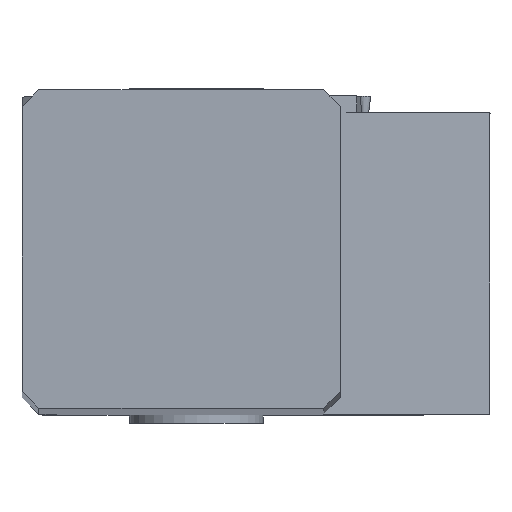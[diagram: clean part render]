
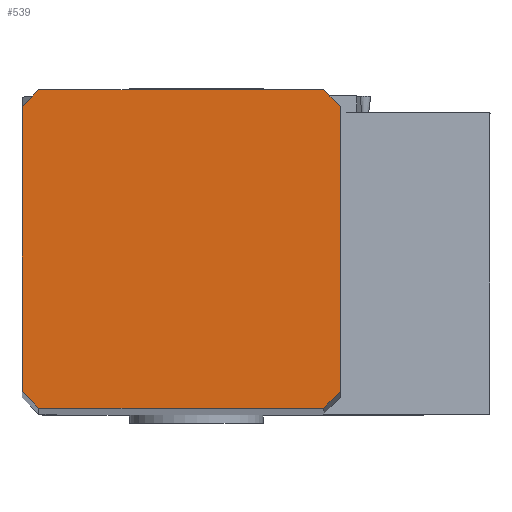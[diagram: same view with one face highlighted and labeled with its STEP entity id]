
A CAD part, top view. The second image highlights one B-rep face of the part: STEP entity #539.
In plain terms, the highlighted planar face has unit normal (0, 0, 1).
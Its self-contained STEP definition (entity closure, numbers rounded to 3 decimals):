
#467=FACE_OUTER_BOUND('',#658,.T.);
#539=ADVANCED_FACE('',(#467),#603,.T.);
#603=PLANE('',#1994);
#658=EDGE_LOOP('',(#822,#823,#824,#825,#826,#827,#828,#829));
#822=ORIENTED_EDGE('',*,*,#1310,.T.);
#823=ORIENTED_EDGE('',*,*,#1311,.F.);
#824=ORIENTED_EDGE('',*,*,#1312,.F.);
#825=ORIENTED_EDGE('',*,*,#1313,.F.);
#826=ORIENTED_EDGE('',*,*,#1309,.F.);
#827=ORIENTED_EDGE('',*,*,#1299,.F.);
#828=ORIENTED_EDGE('',*,*,#1295,.F.);
#829=ORIENTED_EDGE('',*,*,#1314,.F.);
#1148=VERTEX_POINT('',#2650);
#1149=VERTEX_POINT('',#2652);
#1152=VERTEX_POINT('',#2660);
#1159=VERTEX_POINT('',#2678);
#1160=VERTEX_POINT('',#2682);
#1161=VERTEX_POINT('',#2683);
#1162=VERTEX_POINT('',#2685);
#1163=VERTEX_POINT('',#2687);
#1295=EDGE_CURVE('',#1148,#1149,#1608,.T.);
#1299=EDGE_CURVE('',#1149,#1152,#1610,.T.);
#1309=EDGE_CURVE('',#1152,#1159,#1620,.T.);
#1310=EDGE_CURVE('',#1160,#1161,#1621,.T.);
#1311=EDGE_CURVE('',#1162,#1161,#1622,.T.);
#1312=EDGE_CURVE('',#1163,#1162,#1623,.T.);
#1313=EDGE_CURVE('',#1159,#1163,#1624,.T.);
#1314=EDGE_CURVE('',#1160,#1148,#1625,.T.);
#1608=LINE('',#2651,#1730);
#1610=LINE('',#2659,#1732);
#1620=LINE('',#2679,#1742);
#1621=LINE('',#2681,#1743);
#1622=LINE('',#2684,#1744);
#1623=LINE('',#2686,#1745);
#1624=LINE('',#2688,#1746);
#1625=LINE('',#2689,#1747);
#1730=VECTOR('',#2230,1.);
#1732=VECTOR('',#2238,1.);
#1742=VECTOR('',#2252,1.);
#1743=VECTOR('',#2255,1.);
#1744=VECTOR('',#2256,1.);
#1745=VECTOR('',#2257,1.);
#1746=VECTOR('',#2258,1.);
#1747=VECTOR('',#2259,1.);
#1994=AXIS2_PLACEMENT_3D('',#2690,#2260,#2261);
#2230=DIRECTION('',(-1.,0.,0.));
#2238=DIRECTION('',(-0.707,0.707,0.));
#2252=DIRECTION('',(0.,1.,0.));
#2255=DIRECTION('',(0.,1.,0.));
#2256=DIRECTION('',(0.707,-0.707,0.));
#2257=DIRECTION('',(1.,0.,0.));
#2258=DIRECTION('',(0.707,0.707,0.));
#2259=DIRECTION('',(-0.707,-0.707,0.));
#2260=DIRECTION('',(0.,0.,1.));
#2261=DIRECTION('',(1.,0.,0.));
#2650=CARTESIAN_POINT('',(-0.5,0.,0.));
#2651=CARTESIAN_POINT('',(-0.5,0.,0.));
#2652=CARTESIAN_POINT('',(-9.025,0.,0.));
#2659=CARTESIAN_POINT('',(-9.025,0.,0.));
#2660=CARTESIAN_POINT('',(-9.525,0.5,0.));
#2678=CARTESIAN_POINT('',(-9.525,9.025,0.));
#2679=CARTESIAN_POINT('',(-9.525,0.5,0.));
#2681=CARTESIAN_POINT('',(0.,0.5,0.));
#2682=CARTESIAN_POINT('',(0.,0.5,0.));
#2683=CARTESIAN_POINT('',(0.,9.025,0.));
#2684=CARTESIAN_POINT('',(-0.5,9.525,0.));
#2685=CARTESIAN_POINT('',(-0.5,9.525,0.));
#2686=CARTESIAN_POINT('',(-9.025,9.525,0.));
#2687=CARTESIAN_POINT('',(-9.025,9.525,0.));
#2688=CARTESIAN_POINT('',(-9.525,9.025,0.));
#2689=CARTESIAN_POINT('',(0.,0.5,0.));
#2690=CARTESIAN_POINT('',(-4.763,4.763,0.));
